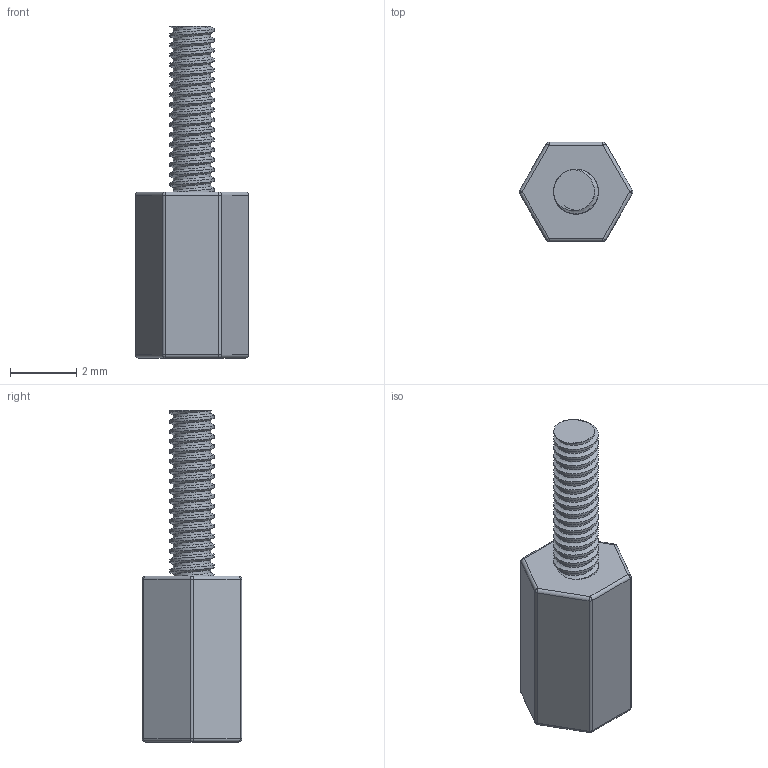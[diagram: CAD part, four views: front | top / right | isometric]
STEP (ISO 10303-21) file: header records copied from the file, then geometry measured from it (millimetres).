
FILE_DESCRIPTION(/* description */ (''),/* implementation_level */ '2;1');
FILE_NAME(/* name */ 'Screw M1.4.step',/* time_stamp */ '2024-09-20T11:26:47+02:00',/* author */ (''),/* organization */ (''),/* preprocessor_version */ 'ST-DEVELOPER v20',/* originating_system */ 'Autodesk Translation Framework v13.14.0.145',/* authorisation */ '');
FILE_SCHEMA (('AUTOMOTIVE_DESIGN { 1 0 10303 214 3 1 1 }'));
Length unit declared in the file: millimetre
Products named in the file (1): Screw M1.4
Bounding box: 3.43 x 3 x 10 mm (x, y, z)
Volume: 39.5 mm3; surface area: 109.5 mm2
Topology: 1 solids, 1 shells, 79 faces, 189 edges, 114 vertices
Faces by surface type: cylinder 55, sphere 12, plane 10, bspline 2
Full cylindrical faces by diameter (mm): 1.118 x11, 1.345 x11, 1.4 x1
Entity records: 4227 total; most frequent: CARTESIAN_POINT 2488, ORIENTED_EDGE 378, DIRECTION 313, EDGE_CURVE 189, AXIS2_PLACEMENT_3D 121, VERTEX_POINT 114, EDGE_LOOP 81, FACE_OUTER_BOUND 79
